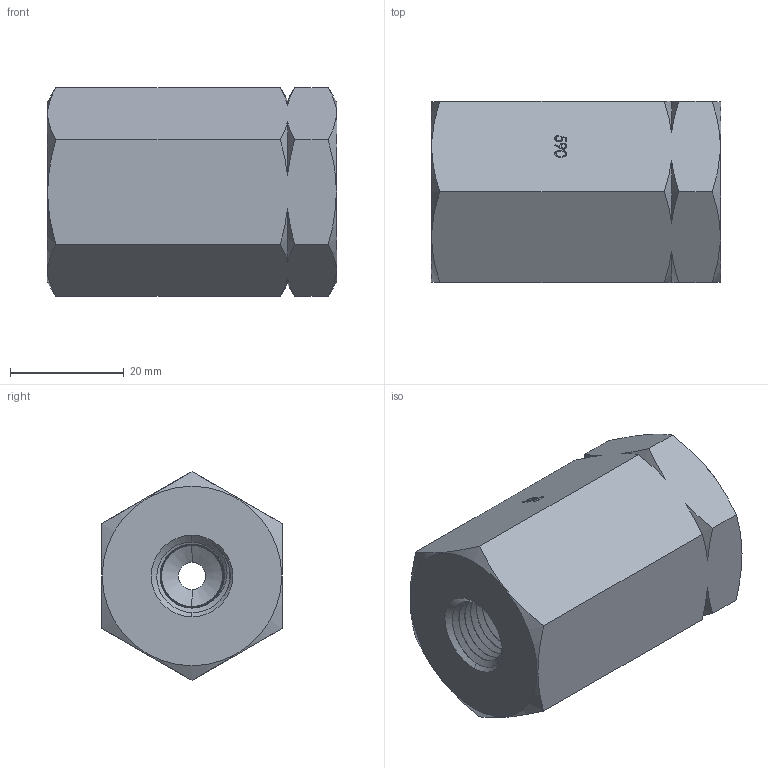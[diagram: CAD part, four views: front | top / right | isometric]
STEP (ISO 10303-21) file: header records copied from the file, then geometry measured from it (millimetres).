
FILE_DESCRIPTION (( 'STEP AP203' ), '1' );
FILE_NAME ('AD-590FCH-4FNPT.STEP', '2025-08-04T20:15:42', ( '' ), ( '' ), 'SwSTEP 2.0', 'SolidWorks 2018', '' );
FILE_SCHEMA (( 'CONFIG_CONTROL_DESIGN' ));
Length unit declared in the file: inch
Products named in the file (1): AD-590FCH-4FNPT
Bounding box: 50.8 x 31.75 x 36.66 mm (x, y, z)
Volume: 33240.4 mm3; surface area: 10507.4 mm2
Topology: 1 solids, 1 shells, 85 faces, 256 edges, 179 vertices
Faces by surface type: cone 40, cylinder 25, plane 14, bspline 6
Entity records: 11328 total; most frequent: CARTESIAN_POINT 9207, ORIENTED_EDGE 512, DIRECTION 295, EDGE_CURVE 256, VERTEX_POINT 179, B_SPLINE_CURVE_WITH_KNOTS 152, AXIS2_PLACEMENT_3D 111, EDGE_LOOP 93
